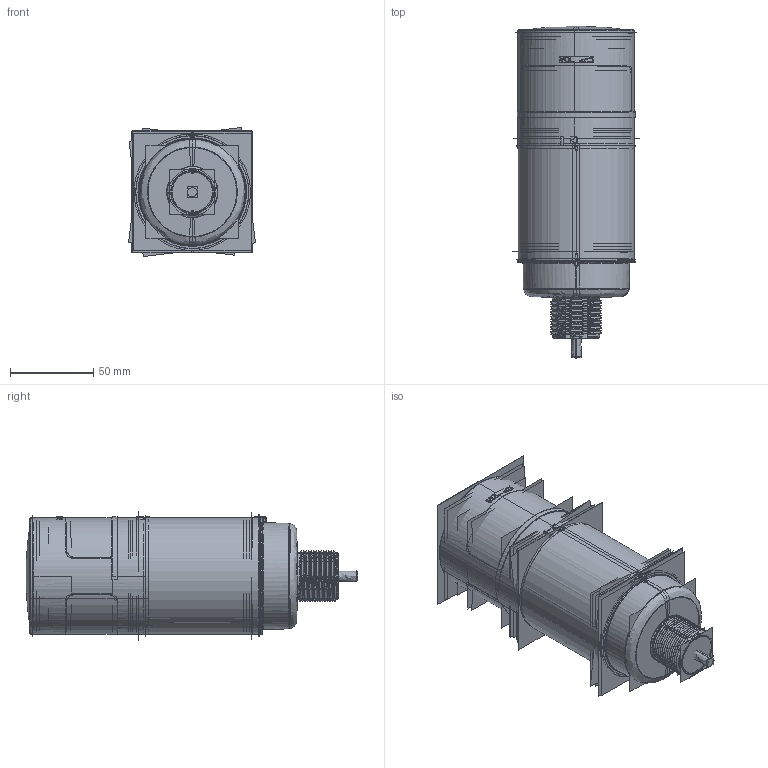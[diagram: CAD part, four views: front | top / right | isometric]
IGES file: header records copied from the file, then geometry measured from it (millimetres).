
Start section:  PTC IGES file: 191439.igs
Global section: file name: 191439.igs; native system: Creo Parametric by Parametric Technology Corporation; preprocessor: 2013230; author: pdmadmin; organization: Unknown; date: 20160225.130840; units: millimetre
Bounding box: 76.13 x 199.31 x 77.54 mm (x, y, z)
Volume: 169017.7 mm3; surface area: 785558 mm2
Topology: 6 solids, 7 shells, 2768 faces, 13677 edges, 17115 vertices
Faces by surface type: revolution 1418, bspline 1306, extrusion 44
